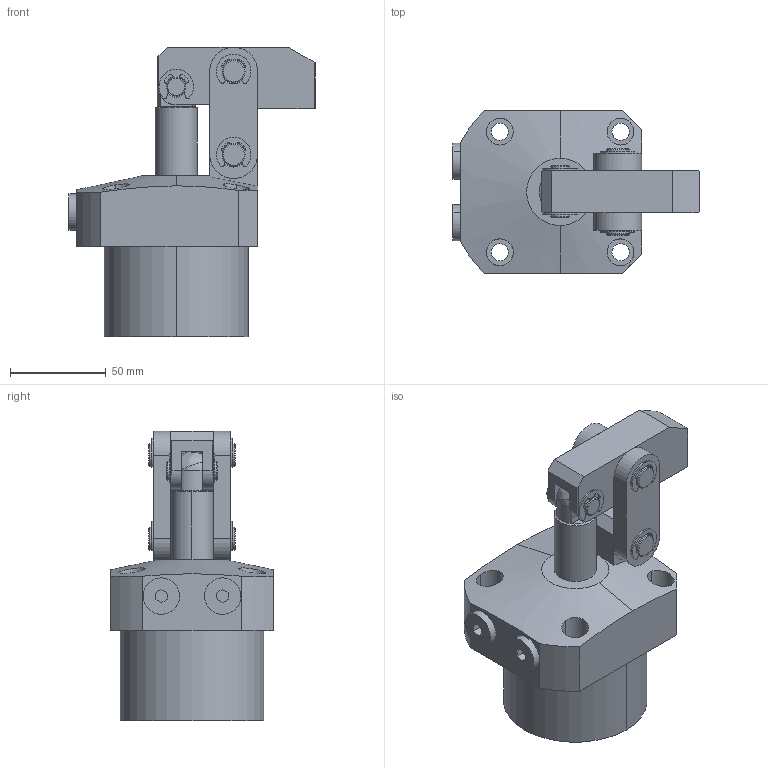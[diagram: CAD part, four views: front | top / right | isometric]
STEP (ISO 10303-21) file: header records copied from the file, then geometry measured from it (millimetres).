
FILE_DESCRIPTION (( 'STEP AP214' ), '1' );
FILE_NAME ('CLKA-075G杠杆油压缸三维图.STEP', '2020-11-12T06:32:03', ( 'PC' ), ( '' ), 'SwSTEP 2.0', 'SolidWorks 2016', '' );
FILE_SCHEMA (( 'AUTOMOTIVE_DESIGN' ));
Length unit declared in the file: millimetre
Products named in the file (9): 075G掛极; 囀鞠褒黑芛郔陔1-4; 075活塞杆; 揤旋; 种粣2; 种粣1; 蟀裝; 縐銅; CLKA-075G杠杆油压缸三维图
Assembly tree (16 placements, depth 2):
  CLKA-075G杠杆油压缸三维图
    縐銅  x6
    蟀裝  x2
    种粣1
    种粣2  x2
    揤旋
    075活塞杆
    囀鞠褒黑芛郔陔1-4  x2
    075G掛极
Bounding box: 128.5 x 85 x 151 mm (x, y, z)
Volume: 452605.7 mm3; surface area: 106120.9 mm2
Topology: 17 solids, 17 shells, 397 faces, 964 edges, 625 vertices
Faces by surface type: cylinder 191, plane 143, cone 57, bspline 6
Entity records: 7821 total; most frequent: CARTESIAN_POINT 1915, DIRECTION 1227, ORIENTED_EDGE 1084, EDGE_CURVE 542, AXIS2_PLACEMENT_3D 484, VERTEX_POINT 349, EDGE_LOOP 279, VECTOR 259
